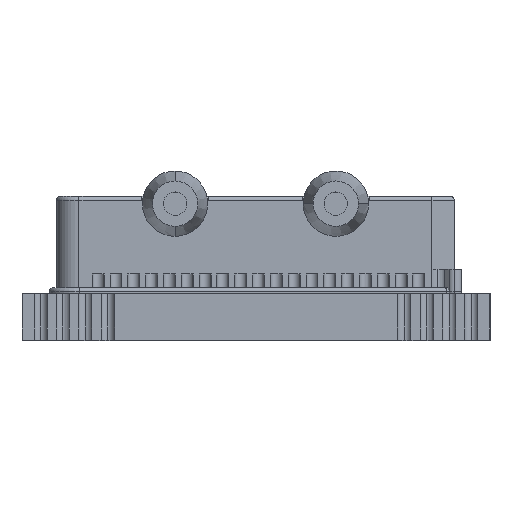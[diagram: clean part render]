
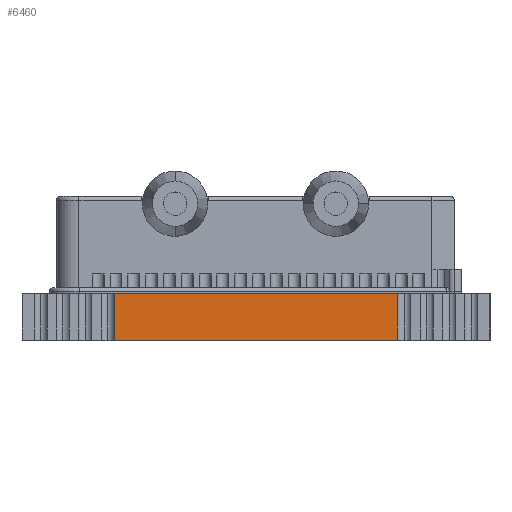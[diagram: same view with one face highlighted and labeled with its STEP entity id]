
A CAD part, top view. The second image highlights one B-rep face of the part: STEP entity #6460.
In plain terms, the highlighted planar face has unit normal (0, 0, 1).
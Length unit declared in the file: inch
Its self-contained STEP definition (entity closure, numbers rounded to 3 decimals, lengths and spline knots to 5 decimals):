
#1480 = CARTESIAN_POINT ( 'NONE',  ( 0.19, 0.0625, 0.327 ) ) ;
#1628 = DIRECTION ( 'NONE',  ( 0., -1., 0. ) ) ;
#2755 = VECTOR ( 'NONE', #6751, 39.37008 ) ;
#3028 = CARTESIAN_POINT ( 'NONE',  ( -0.19, 0.0625, 0.327 ) ) ;
#4473 = EDGE_LOOP ( 'NONE', ( #11787, #22217, #9032, #10881 ) ) ;
#5623 = VERTEX_POINT ( 'NONE', #26906 ) ;
#6460 = ADVANCED_FACE ( 'NONE', ( #27554 ), #20809, .F. ) ;
#6751 = DIRECTION ( 'NONE',  ( 1., 0., 0. ) ) ;
#7653 = CARTESIAN_POINT ( 'NONE',  ( -0.19, 0.0625, 0.327 ) ) ;
#7828 = EDGE_CURVE ( 'NONE', #25679, #5623, #21665, .T. ) ;
#9032 = ORIENTED_EDGE ( 'NONE', *, *, #7828, .F. ) ;
#9275 = VERTEX_POINT ( 'NONE', #15622 ) ;
#10881 = ORIENTED_EDGE ( 'NONE', *, *, #15021, .T. ) ;
#11639 = LINE ( 'NONE', #25001, #15139 ) ;
#11779 = DIRECTION ( 'NONE',  ( 0., -1., 0. ) ) ;
#11787 = ORIENTED_EDGE ( 'NONE', *, *, #15205, .T. ) ;
#12533 = CARTESIAN_POINT ( 'NONE',  ( 0.19, 0., 0.327 ) ) ;
#14347 = DIRECTION ( 'NONE',  ( -1., 0., 0. ) ) ;
#15021 = EDGE_CURVE ( 'NONE', #25679, #9275, #11639, .T. ) ;
#15139 = VECTOR ( 'NONE', #11779, 39.37008 ) ;
#15205 = EDGE_CURVE ( 'NONE', #9275, #26894, #22098, .T. ) ;
#15622 = CARTESIAN_POINT ( 'NONE',  ( -0.19, 0., 0.327 ) ) ;
#18160 = EDGE_CURVE ( 'NONE', #5623, #26894, #21279, .T. ) ;
#19423 = VECTOR ( 'NONE', #1628, 39.37008 ) ;
#19546 = CARTESIAN_POINT ( 'NONE',  ( -0.19, 0., 0.327 ) ) ;
#20809 = PLANE ( 'NONE',  #26131 ) ;
#21279 = LINE ( 'NONE', #1480, #19423 ) ;
#21387 = DIRECTION ( 'NONE',  ( 1., 0., 0. ) ) ;
#21665 = LINE ( 'NONE', #23817, #26633 ) ;
#22098 = LINE ( 'NONE', #19546, #2755 ) ;
#22217 = ORIENTED_EDGE ( 'NONE', *, *, #18160, .F. ) ;
#23817 = CARTESIAN_POINT ( 'NONE',  ( -0.19, 0.0625, 0.327 ) ) ;
#25001 = CARTESIAN_POINT ( 'NONE',  ( -0.19, 0.0625, 0.327 ) ) ;
#25679 = VERTEX_POINT ( 'NONE', #7653 ) ;
#26131 = AXIS2_PLACEMENT_3D ( 'NONE', #3028, #27118, #14347 ) ;
#26633 = VECTOR ( 'NONE', #21387, 39.37008 ) ;
#26894 = VERTEX_POINT ( 'NONE', #12533 ) ;
#26906 = CARTESIAN_POINT ( 'NONE',  ( 0.19, 0.0625, 0.327 ) ) ;
#27118 = DIRECTION ( 'NONE',  ( 0., 0., -1. ) ) ;
#27554 = FACE_OUTER_BOUND ( 'NONE', #4473, .T. ) ;
